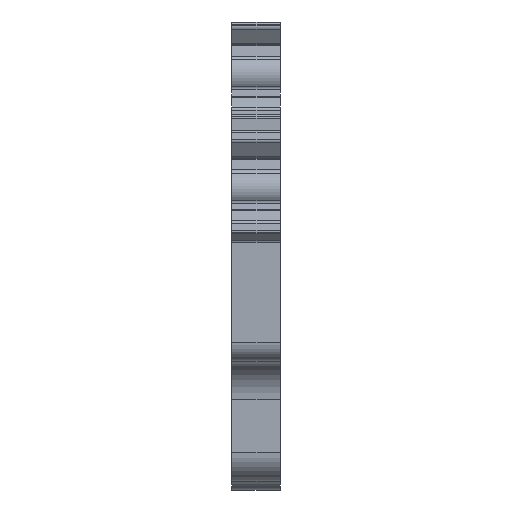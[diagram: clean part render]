
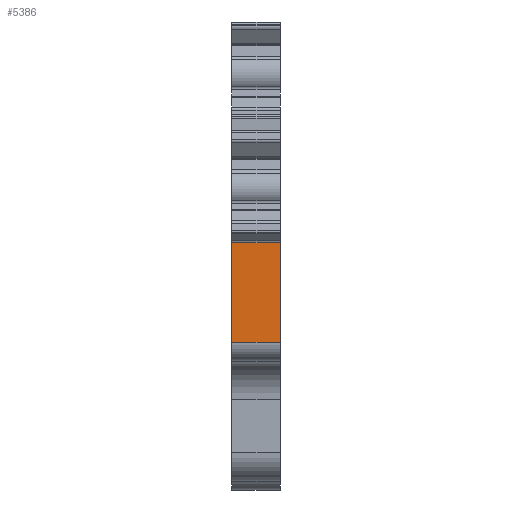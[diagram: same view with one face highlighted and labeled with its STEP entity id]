
A CAD part, left-side view. The second image highlights one B-rep face of the part: STEP entity #5386.
In plain terms, the highlighted face is planar.
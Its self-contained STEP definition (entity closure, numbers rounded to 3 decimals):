
#589 = DIRECTION ( 'NONE',  ( 0., 1., 0. ) ) ;
#678 = CARTESIAN_POINT ( 'NONE',  ( 5., 14.173, 18.196 ) ) ;
#1574 = DIRECTION ( 'NONE',  ( 0., 0., 1. ) ) ;
#1675 = CARTESIAN_POINT ( 'NONE',  ( 5., 14.173, 7.843 ) ) ;
#1696 = ORIENTED_EDGE ( 'NONE', *, *, #2164, .T. ) ;
#1786 = ORIENTED_EDGE ( 'NONE', *, *, #10027, .F. ) ;
#2164 = EDGE_CURVE ( 'NONE', #6531, #11734, #11683, .T. ) ;
#2404 = DIRECTION ( 'NONE',  ( 0., 0., 1. ) ) ;
#2434 = EDGE_LOOP ( 'NONE', ( #1786, #8716, #10886, #1696 ) ) ;
#2828 = VERTEX_POINT ( 'NONE', #3118 ) ;
#3118 = CARTESIAN_POINT ( 'NONE',  ( 0., 14.173, 7.843 ) ) ;
#4169 = CARTESIAN_POINT ( 'NONE',  ( 0., 14.173, 7.843 ) ) ;
#4336 = VERTEX_POINT ( 'NONE', #1675 ) ;
#4345 = LINE ( 'NONE', #4169, #4730 ) ;
#4379 = CARTESIAN_POINT ( 'NONE',  ( 0., 14.173, 18.196 ) ) ;
#4730 = VECTOR ( 'NONE', #8982, 1000. ) ;
#5095 = EDGE_CURVE ( 'NONE', #2828, #6531, #9915, .T. ) ;
#5195 = PLANE ( 'NONE',  #8742 ) ;
#5386 = ADVANCED_FACE ( 'NONE', ( #10627 ), #5195, .T. ) ;
#5957 = CARTESIAN_POINT ( 'NONE',  ( 0., 14.173, 18.196 ) ) ;
#6531 = VERTEX_POINT ( 'NONE', #7650 ) ;
#7241 = DIRECTION ( 'NONE',  ( 0., 0., 1. ) ) ;
#7650 = CARTESIAN_POINT ( 'NONE',  ( 0., 14.173, 18.196 ) ) ;
#7838 = DIRECTION ( 'NONE',  ( 1., 0., 0. ) ) ;
#7914 = VECTOR ( 'NONE', #7838, 1000. ) ;
#8716 = ORIENTED_EDGE ( 'NONE', *, *, #8771, .F. ) ;
#8742 = AXIS2_PLACEMENT_3D ( 'NONE', #8941, #589, #2404 ) ;
#8771 = EDGE_CURVE ( 'NONE', #2828, #4336, #4345, .T. ) ;
#8941 = CARTESIAN_POINT ( 'NONE',  ( 0., 14.173, 18.196 ) ) ;
#8982 = DIRECTION ( 'NONE',  ( 1., 0., 0. ) ) ;
#9328 = VECTOR ( 'NONE', #1574, 1000. ) ;
#9886 = CARTESIAN_POINT ( 'NONE',  ( 5., 14.173, 18.196 ) ) ;
#9915 = LINE ( 'NONE', #4379, #9328 ) ;
#10027 = EDGE_CURVE ( 'NONE', #4336, #11734, #10912, .T. ) ;
#10627 = FACE_OUTER_BOUND ( 'NONE', #2434, .T. ) ;
#10886 = ORIENTED_EDGE ( 'NONE', *, *, #5095, .T. ) ;
#10912 = LINE ( 'NONE', #9886, #11105 ) ;
#11105 = VECTOR ( 'NONE', #7241, 1000. ) ;
#11683 = LINE ( 'NONE', #5957, #7914 ) ;
#11734 = VERTEX_POINT ( 'NONE', #678 ) ;
